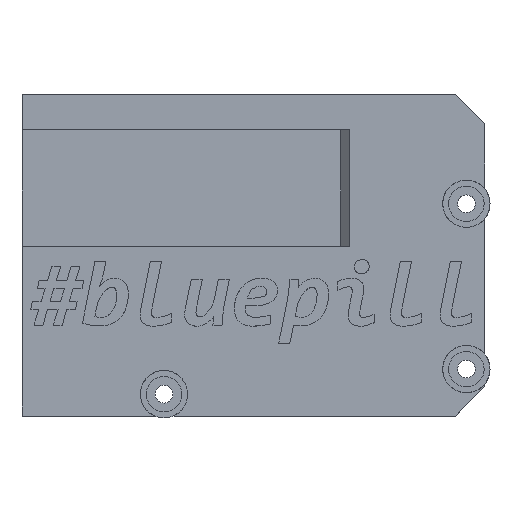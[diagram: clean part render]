
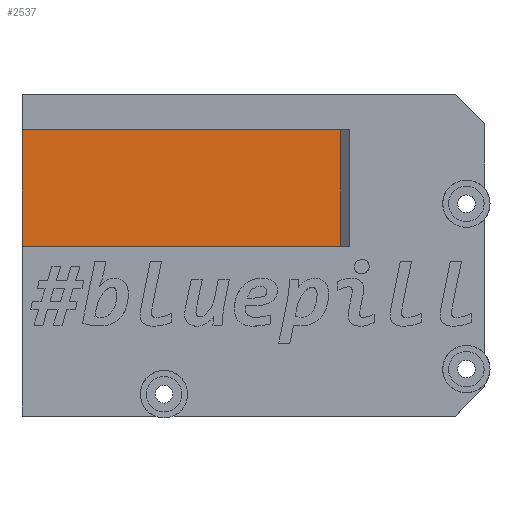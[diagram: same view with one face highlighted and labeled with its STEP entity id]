
A CAD part, top view. The second image highlights one B-rep face of the part: STEP entity #2537.
In plain terms, the highlighted planar face has unit normal (0, 0, 1).
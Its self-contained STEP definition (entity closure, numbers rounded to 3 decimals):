
#2537=ADVANCED_FACE('',(#4471),#4473,.F.);
#4471=FACE_BOUND('',#4472,.T.);
#4472=EDGE_LOOP('',(#6663,#6664,#6665,#6666));
#4473=PLANE('',#4474);
#4474=AXIS2_PLACEMENT_3D('',#4475,#4476,#4477);
#4475=CARTESIAN_POINT('',(0.,0.,56.4));
#4476=DIRECTION('',(0.,0.,-1.));
#4477=DIRECTION('',(0.,-1.,0.));
#6663=ORIENTED_EDGE('',*,*,#7492,.T.);
#6664=ORIENTED_EDGE('',*,*,#7493,.T.);
#6665=ORIENTED_EDGE('',*,*,#7494,.T.);
#6666=ORIENTED_EDGE('',*,*,#7468,.F.);
#7468=EDGE_CURVE('',#8784,#8787,#8788,.T.);
#7492=EDGE_CURVE('',#8784,#8825,#8827,.F.);
#7493=EDGE_CURVE('',#8825,#8828,#8829,.F.);
#7494=EDGE_CURVE('',#8828,#8787,#8830,.F.);
#8784=VERTEX_POINT('',#11670);
#8787=VERTEX_POINT('',#11675);
#8788=LINE('',#11676,#11677);
#8825=VERTEX_POINT('',#11765);
#8827=LINE('',#11769,#11770);
#8828=VERTEX_POINT('',#11772);
#8829=LINE('',#11773,#11774);
#8830=LINE('',#11776,#11777);
#11670=CARTESIAN_POINT('',(2.4,92.326,56.4));
#11675=CARTESIAN_POINT('',(2.4,112.126,56.4));
#11676=CARTESIAN_POINT('',(2.4,92.326,56.4));
#11677=VECTOR('',#11678,1.);
#11678=DIRECTION('',(0.,1.,0.));
#11765=CARTESIAN_POINT('',(56.415,92.326,56.4));
#11769=CARTESIAN_POINT('',(56.415,92.326,56.4));
#11770=VECTOR('',#11771,1.);
#11771=DIRECTION('',(-1.,0.,0.));
#11772=CARTESIAN_POINT('',(56.415,112.126,56.4));
#11773=CARTESIAN_POINT('',(56.415,112.126,56.4));
#11774=VECTOR('',#11775,1.);
#11775=DIRECTION('',(0.,-1.,0.));
#11776=CARTESIAN_POINT('',(2.4,112.126,56.4));
#11777=VECTOR('',#11778,1.);
#11778=DIRECTION('',(1.,0.,0.));
